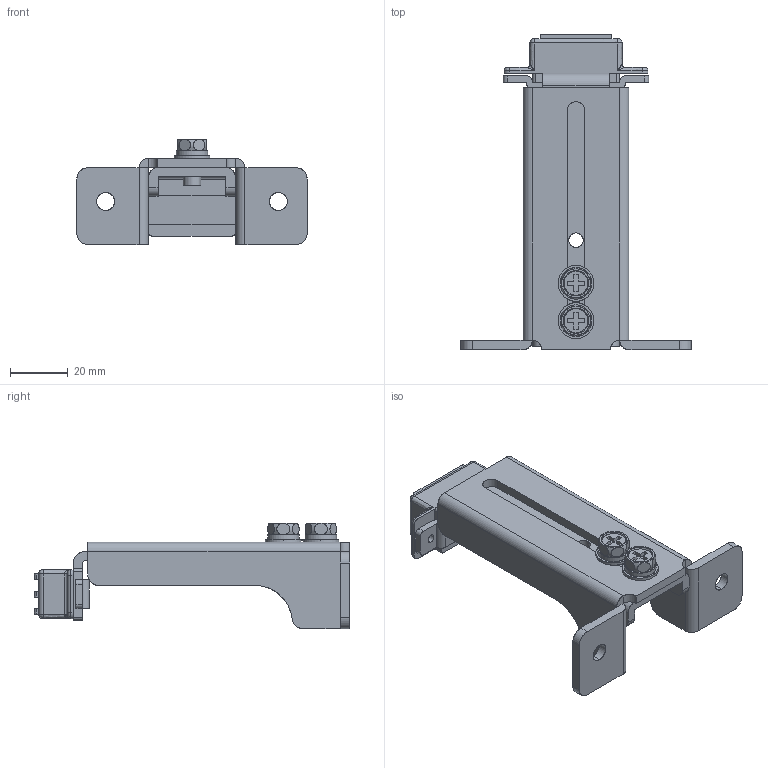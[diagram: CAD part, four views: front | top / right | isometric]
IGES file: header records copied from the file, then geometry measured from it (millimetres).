
Start section: SolidWorks IGES file using analytic representation for surfaces
Global section: file name: B-77-11M.IGS,15; native system: HSolidWorks 2011; preprocessor: SolidWorks 2011; author: Pub70; date: 111017.130051; units: millimetre
Bounding box: 80 x 109.5 x 36.6 mm (x, y, z)
Surface area: 31652.4 mm2 (no closed solid volume)
Topology: 0 solids, 0 shells, 279 faces, 4518 edges, 4515 vertices
Faces by surface type: bspline 163, revolution 116
